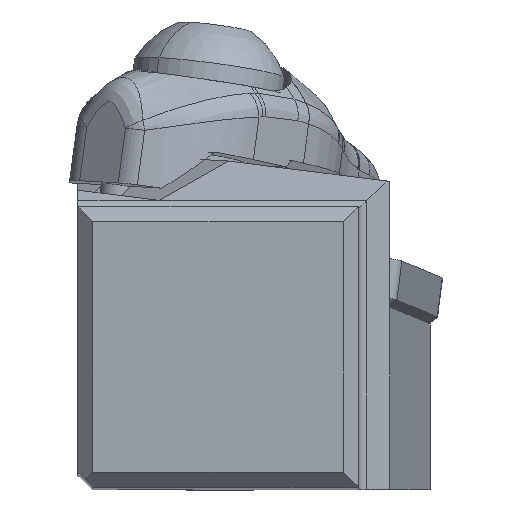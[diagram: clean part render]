
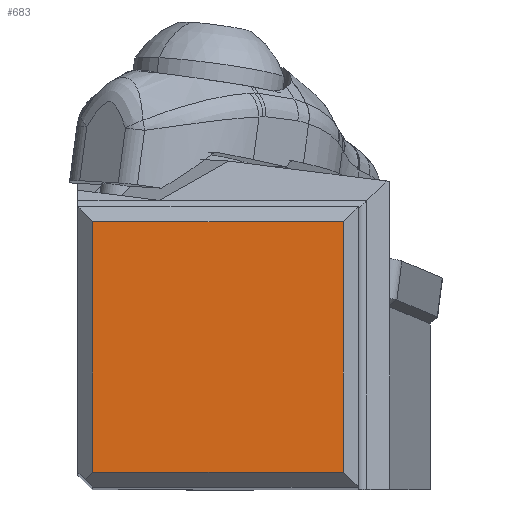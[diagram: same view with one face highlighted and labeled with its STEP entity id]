
A CAD part, top view. The second image highlights one B-rep face of the part: STEP entity #683.
In plain terms, the highlighted planar face has unit normal (0, 0, 1).
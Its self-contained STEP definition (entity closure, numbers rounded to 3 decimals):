
#438=FACE_OUTER_BOUND('',#1052,.T.);
#683=ADVANCED_FACE('',(#438),#937,.T.);
#937=PLANE('',#4534);
#1052=EDGE_LOOP('',(#1856,#1857,#1858,#1859));
#1349=LINE('',#6245,#1586);
#1350=LINE('',#6247,#1587);
#1351=LINE('',#6249,#1588);
#1352=LINE('',#6251,#1589);
#1586=VECTOR('',#5082,1.);
#1587=VECTOR('',#5085,1.);
#1588=VECTOR('',#5086,1.);
#1589=VECTOR('',#5087,1.);
#1856=ORIENTED_EDGE('',*,*,#3549,.T.);
#1857=ORIENTED_EDGE('',*,*,#3550,.T.);
#1858=ORIENTED_EDGE('',*,*,#3551,.T.);
#1859=ORIENTED_EDGE('',*,*,#3548,.F.);
#3125=VERTEX_POINT('',#6242);
#3126=VERTEX_POINT('',#6244);
#3127=VERTEX_POINT('',#6248);
#3128=VERTEX_POINT('',#6250);
#3548=EDGE_CURVE('',#3126,#3125,#1349,.T.);
#3549=EDGE_CURVE('',#3126,#3127,#1350,.T.);
#3550=EDGE_CURVE('',#3127,#3128,#1351,.T.);
#3551=EDGE_CURVE('',#3128,#3125,#1352,.T.);
#4534=AXIS2_PLACEMENT_3D('',#6252,#5088,#5089);
#5082=DIRECTION('',(0.,-1.,0.));
#5085=DIRECTION('',(-1.,0.,0.));
#5086=DIRECTION('',(0.,-1.,0.));
#5087=DIRECTION('',(1.,0.,0.));
#5088=DIRECTION('',(0.,0.,1.));
#5089=DIRECTION('',(1.,0.,0.));
#6242=CARTESIAN_POINT('',(18.05,1.,0.));
#6244=CARTESIAN_POINT('',(18.05,18.05,0.));
#6245=CARTESIAN_POINT('',(18.05,18.05,0.));
#6247=CARTESIAN_POINT('',(18.05,18.05,0.));
#6248=CARTESIAN_POINT('',(1.,18.05,0.));
#6249=CARTESIAN_POINT('',(1.,18.05,0.));
#6250=CARTESIAN_POINT('',(1.,1.,0.));
#6251=CARTESIAN_POINT('',(1.,1.,0.));
#6252=CARTESIAN_POINT('',(9.525,9.525,0.));
